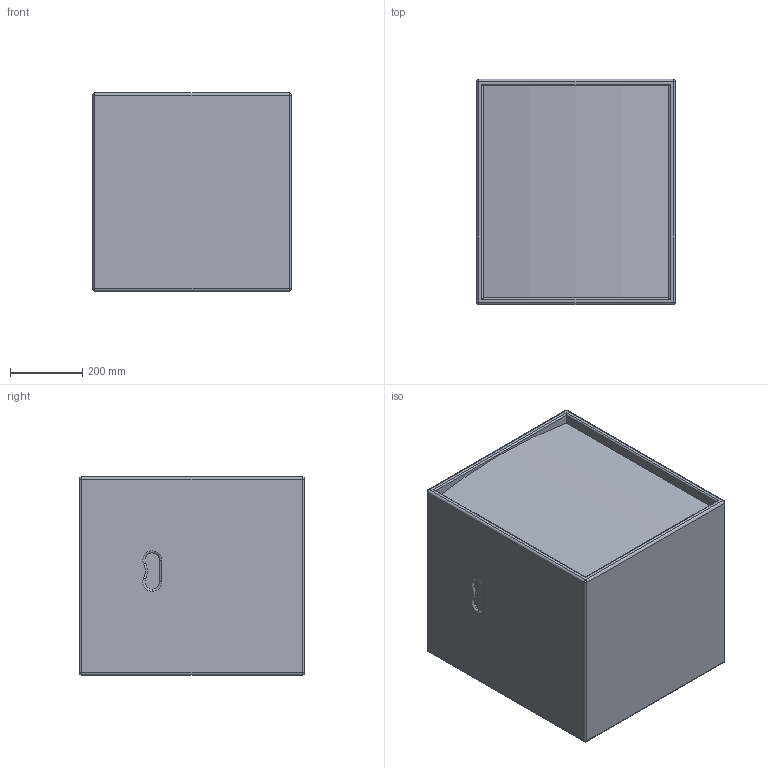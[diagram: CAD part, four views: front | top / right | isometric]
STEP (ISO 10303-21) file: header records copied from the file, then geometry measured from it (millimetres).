
FILE_DESCRIPTION (( 'STEP AP203' ), '1' );
FILE_NAME ('BR118-A-Dummy.STEP', '2022-01-31T11:32:14', ( '' ), ( '' ), 'SwSTEP 2.0', 'SolidWorks 2019', '' );
FILE_SCHEMA (( 'CONFIG_CONTROL_DESIGN' ));
Length unit declared in the file: millimetre
Products named in the file (1): BR118-A-Dummy
Bounding box: 548 x 621.73 x 547 mm (x, y, z)
Volume: 181511515 mm3; surface area: 1998702.6 mm2
Topology: 1 solids, 1 shells, 69 faces, 158 edges, 88 vertices
Faces by surface type: cylinder 33, plane 20, torus 8, sphere 8
Entity records: 1947 total; most frequent: DIRECTION 360, CARTESIAN_POINT 320, ORIENTED_EDGE 300, EDGE_CURVE 150, AXIS2_PLACEMENT_3D 144, VERTEX_POINT 88, CIRCLE 74, EDGE_LOOP 74
